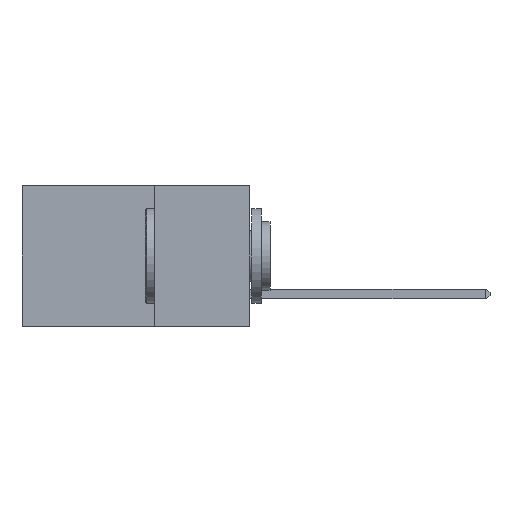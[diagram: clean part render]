
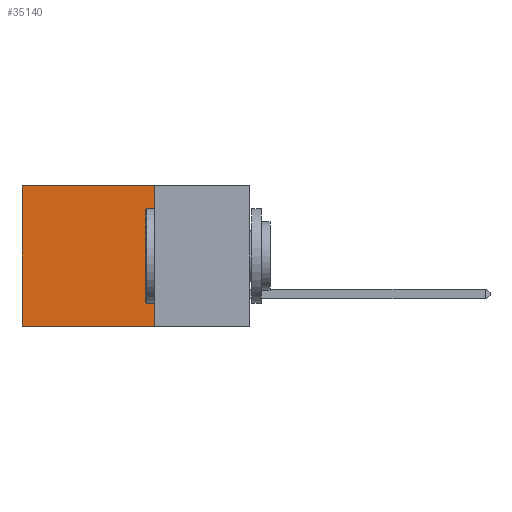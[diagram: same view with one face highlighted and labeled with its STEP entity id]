
A CAD part, left-side view. The second image highlights one B-rep face of the part: STEP entity #35140.
In plain terms, the highlighted planar face has unit normal (-1, 0, 0).
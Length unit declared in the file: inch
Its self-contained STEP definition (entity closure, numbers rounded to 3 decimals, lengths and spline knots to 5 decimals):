
#206 = CARTESIAN_POINT ( 'NONE',  ( 0.2875, 0.6, -0.37 ) ) ;
#868 = ORIENTED_EDGE ( 'NONE', *, *, #9593, .T. ) ;
#1438 = AXIS2_PLACEMENT_3D ( 'NONE', #26055, #28986, #11315 ) ;
#2521 = VERTEX_POINT ( 'NONE', #22827 ) ;
#3265 = ORIENTED_EDGE ( 'NONE', *, *, #33319, .T. ) ;
#3717 = VECTOR ( 'NONE', #24947, 39.37008 ) ;
#4818 = ORIENTED_EDGE ( 'NONE', *, *, #26497, .F. ) ;
#5197 = CARTESIAN_POINT ( 'NONE',  ( 0.2875, 0.25, -0.37 ) ) ;
#6640 = VECTOR ( 'NONE', #35360, 39.37008 ) ;
#8290 = PLANE ( 'NONE',  #1438 ) ;
#9593 = EDGE_CURVE ( 'NONE', #35873, #30400, #22482, .T. ) ;
#10626 = CARTESIAN_POINT ( 'NONE',  ( 0.2875, 0.25, -0.37 ) ) ;
#11315 = DIRECTION ( 'NONE',  ( 0., 0., -1. ) ) ;
#11663 = CARTESIAN_POINT ( 'NONE',  ( 0.2875, 0.25, 0. ) ) ;
#11707 = LINE ( 'NONE', #33697, #3717 ) ;
#12396 = VERTEX_POINT ( 'NONE', #5197 ) ;
#21788 = VECTOR ( 'NONE', #22686, 39.37008 ) ;
#22482 = LINE ( 'NONE', #32429, #6640 ) ;
#22686 = DIRECTION ( 'NONE',  ( 0., 1., 0. ) ) ;
#22827 = CARTESIAN_POINT ( 'NONE',  ( 0.2875, 0.25, 0. ) ) ;
#24539 = LINE ( 'NONE', #10626, #21788 ) ;
#24947 = DIRECTION ( 'NONE',  ( 0., 1., 0. ) ) ;
#26055 = CARTESIAN_POINT ( 'NONE',  ( 0.2875, 0.25, 0. ) ) ;
#26497 = EDGE_CURVE ( 'NONE', #12396, #30400, #24539, .T. ) ;
#27821 = VECTOR ( 'NONE', #29336, 39.37008 ) ;
#28986 = DIRECTION ( 'NONE',  ( 1., 0., 0. ) ) ;
#29336 = DIRECTION ( 'NONE',  ( 0., 0., -1. ) ) ;
#30083 = EDGE_LOOP ( 'NONE', ( #868, #4818, #38479, #3265 ) ) ;
#30400 = VERTEX_POINT ( 'NONE', #206 ) ;
#32188 = CARTESIAN_POINT ( 'NONE',  ( 0.2875, 0.6, 0. ) ) ;
#32429 = CARTESIAN_POINT ( 'NONE',  ( 0.2875, 0.6, 0. ) ) ;
#33319 = EDGE_CURVE ( 'NONE', #2521, #35873, #11707, .T. ) ;
#33697 = CARTESIAN_POINT ( 'NONE',  ( 0.2875, 0.25, 0. ) ) ;
#33922 = EDGE_CURVE ( 'NONE', #2521, #12396, #34748, .T. ) ;
#34748 = LINE ( 'NONE', #11663, #27821 ) ;
#35140 = ADVANCED_FACE ( 'NONE', ( #37386 ), #8290, .F. ) ;
#35360 = DIRECTION ( 'NONE',  ( 0., 0., -1. ) ) ;
#35873 = VERTEX_POINT ( 'NONE', #32188 ) ;
#37386 = FACE_OUTER_BOUND ( 'NONE', #30083, .T. ) ;
#38479 = ORIENTED_EDGE ( 'NONE', *, *, #33922, .F. ) ;
